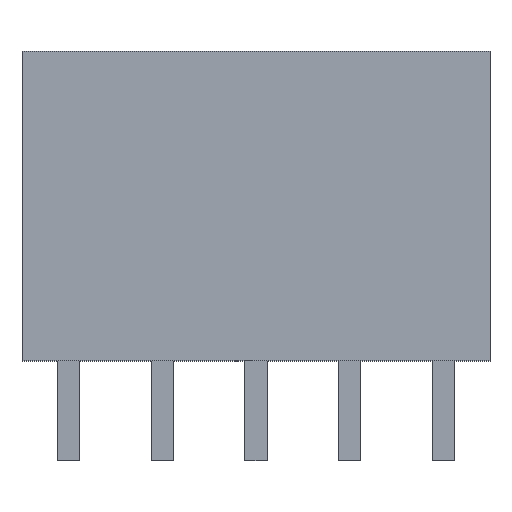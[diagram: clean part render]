
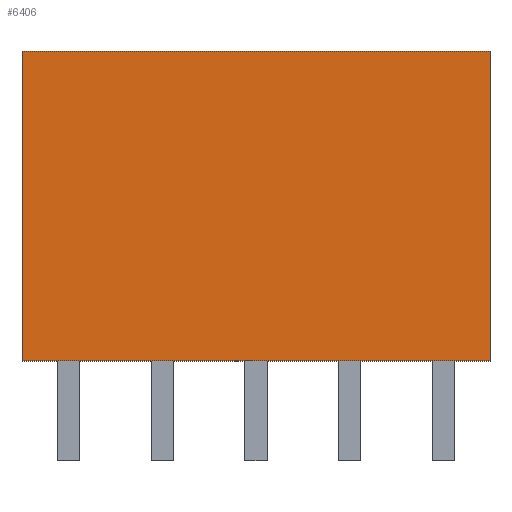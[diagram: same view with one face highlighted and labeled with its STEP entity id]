
A CAD part, top view. The second image highlights one B-rep face of the part: STEP entity #6406.
In plain terms, the highlighted planar face has unit normal (0, 0, 1).
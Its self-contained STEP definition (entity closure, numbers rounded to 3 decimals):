
#79 = CARTESIAN_POINT ( 'NONE',  ( -6.35, 0., 2.54 ) ) ;
#100 = DIRECTION ( 'NONE',  ( 1., 0., 0. ) ) ;
#142 = VECTOR ( 'NONE', #3206, 1000. ) ;
#198 = VERTEX_POINT ( 'NONE', #79 ) ;
#372 = EDGE_CURVE ( 'NONE', #5719, #198, #6652, .T. ) ;
#436 = ORIENTED_EDGE ( 'NONE', *, *, #372, .T. ) ;
#1029 = FACE_OUTER_BOUND ( 'NONE', #2299, .T. ) ;
#1720 = CARTESIAN_POINT ( 'NONE',  ( -6.35, 0., 2.54 ) ) ;
#2172 = DIRECTION ( 'NONE',  ( 1., 0., 0. ) ) ;
#2299 = EDGE_LOOP ( 'NONE', ( #5994, #3190, #2854, #436 ) ) ;
#2626 = CARTESIAN_POINT ( 'NONE',  ( -6.35, 8.4, 2.54 ) ) ;
#2773 = CARTESIAN_POINT ( 'NONE',  ( -6.35, 8.4, 2.54 ) ) ;
#2854 = ORIENTED_EDGE ( 'NONE', *, *, #3504, .F. ) ;
#3190 = ORIENTED_EDGE ( 'NONE', *, *, #3223, .F. ) ;
#3192 = LINE ( 'NONE', #2626, #5806 ) ;
#3206 = DIRECTION ( 'NONE',  ( 0., -1., 0. ) ) ;
#3223 = EDGE_CURVE ( 'NONE', #5186, #6649, #4791, .T. ) ;
#3252 = DIRECTION ( 'NONE',  ( -1., 0., 0. ) ) ;
#3410 = AXIS2_PLACEMENT_3D ( 'NONE', #2773, #5741, #3252 ) ;
#3504 = EDGE_CURVE ( 'NONE', #5719, #5186, #3192, .T. ) ;
#4043 = VECTOR ( 'NONE', #2172, 1000. ) ;
#4180 = CARTESIAN_POINT ( 'NONE',  ( -6.35, 8.4, 2.54 ) ) ;
#4727 = CARTESIAN_POINT ( 'NONE',  ( 6.35, 8.4, 2.54 ) ) ;
#4791 = LINE ( 'NONE', #4727, #142 ) ;
#5123 = DIRECTION ( 'NONE',  ( 0., -1., 0. ) ) ;
#5186 = VERTEX_POINT ( 'NONE', #6118 ) ;
#5193 = CARTESIAN_POINT ( 'NONE',  ( -6.35, 8.4, 2.54 ) ) ;
#5325 = LINE ( 'NONE', #1720, #4043 ) ;
#5448 = CARTESIAN_POINT ( 'NONE',  ( 6.35, 0., 2.54 ) ) ;
#5572 = PLANE ( 'NONE',  #3410 ) ;
#5611 = EDGE_CURVE ( 'NONE', #198, #6649, #5325, .T. ) ;
#5719 = VERTEX_POINT ( 'NONE', #4180 ) ;
#5741 = DIRECTION ( 'NONE',  ( 0., 0., -1. ) ) ;
#5806 = VECTOR ( 'NONE', #100, 1000. ) ;
#5994 = ORIENTED_EDGE ( 'NONE', *, *, #5611, .T. ) ;
#6118 = CARTESIAN_POINT ( 'NONE',  ( 6.35, 8.4, 2.54 ) ) ;
#6194 = VECTOR ( 'NONE', #5123, 1000. ) ;
#6406 = ADVANCED_FACE ( 'NONE', ( #1029 ), #5572, .F. ) ;
#6649 = VERTEX_POINT ( 'NONE', #5448 ) ;
#6652 = LINE ( 'NONE', #5193, #6194 ) ;
